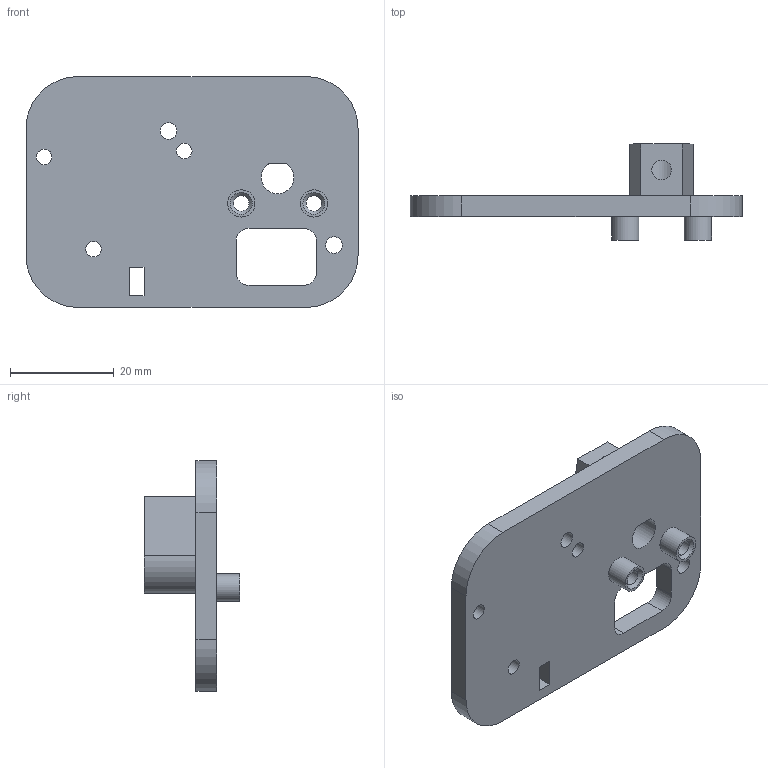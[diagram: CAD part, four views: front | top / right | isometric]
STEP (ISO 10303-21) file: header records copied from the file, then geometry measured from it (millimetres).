
FILE_DESCRIPTION(/* description */ (''),/* implementation_level */ '2;1');
FILE_NAME(/* name */ 'Ender 3 extruder mount.step',/* time_stamp */ '2024-04-18T14:03:18+01:00',/* author */ (''),/* organization */ (''),/* preprocessor_version */ 'ST-DEVELOPER v20',/* originating_system */ 'Autodesk Translation Framework v12.20.1.177',/* authorisation */ '');
FILE_SCHEMA (('AUTOMOTIVE_DESIGN { 1 0 10303 214 3 1 1 }'));
Length unit declared in the file: millimetre
Products named in the file (1): Ender 3 mods for andy
Bounding box: 64 x 18.5 x 44.5 mm (x, y, z)
Volume: 11602.2 mm3; surface area: 7457.4 mm2
Topology: 1 solids, 1 shells, 44 faces, 118 edges, 78 vertices
Faces by surface type: plane 22, cylinder 20, cone 2
Full cylindrical faces by diameter (mm): 3 x5, 3.2 x2, 3.8 x1, 5.25 x2
Entity records: 1478 total; most frequent: CARTESIAN_POINT 252, DIRECTION 248, ORIENTED_EDGE 236, EDGE_CURVE 118, AXIS2_PLACEMENT_3D 88, VERTEX_POINT 78, LINE 72, VECTOR 72
